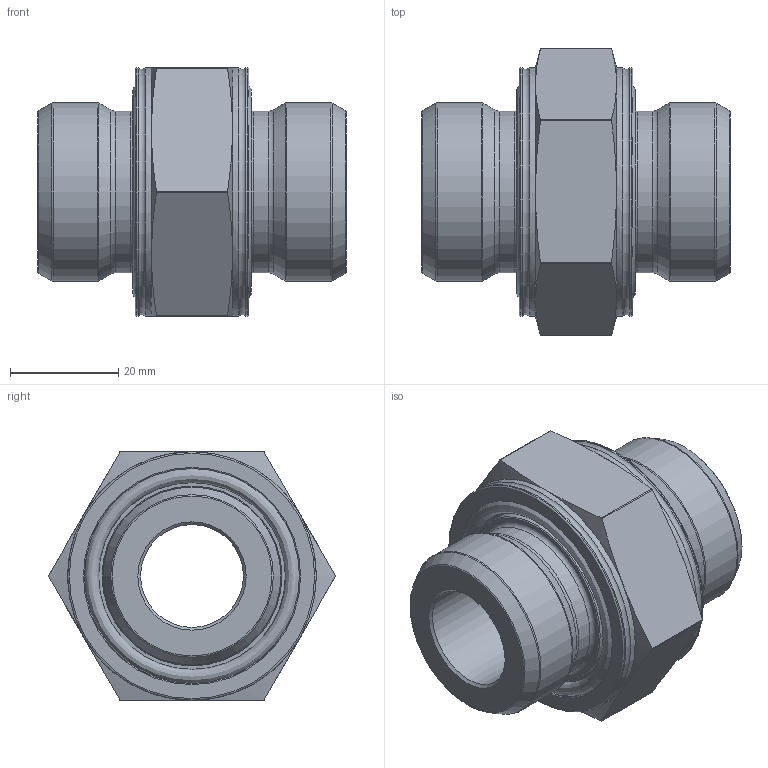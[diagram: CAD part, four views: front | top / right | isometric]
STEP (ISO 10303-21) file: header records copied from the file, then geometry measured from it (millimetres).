
FILE_DESCRIPTION(/* description */ (''),/* implementation_level */ '2;1');
FILE_NAME(/* name */ 'DOM25.stp',/* time_stamp */ '2025-01-08T11:15:21+01:00',/* author */ (''),/* organization */ (''),/* preprocessor_version */ 'ST-DEVELOPER v16',/* originating_system */ 'SIEMENS PLM Software NX 10.0',/* authorisation */ '');
FILE_SCHEMA (('CONFIG_CONTROL_DESIGN'));
Length unit declared in the file: millimetre
Products named in the file (2): X-O34; X-DOM25
Assembly tree (2 placements, depth 2):
  X-DOM25
    X-O34  x2
Bounding box: 57 x 53.04 x 46 mm (x, y, z)
Volume: 49461.2 mm3; surface area: 16214.3 mm2
Topology: 3 solids, 3 shells, 61 faces, 140 edges, 87 vertices
Faces by surface type: cylinder 19, torus 18, plane 14, cone 8, revolution 2
Full cylindrical faces by diameter (mm): 19 x1, 29.9 x2, 33 x2, 33.255 x2, 39.745 x2, 45.955 x4
Entity records: 1756 total; most frequent: CARTESIAN_POINT 447, DIRECTION 227, ORIENTED_EDGE 164, AXIS2_PLACEMENT_3D 107, EDGE_LOOP 106, FACE_BOUND 95, EDGE_CURVE 82, VERTEX_POINT 71
